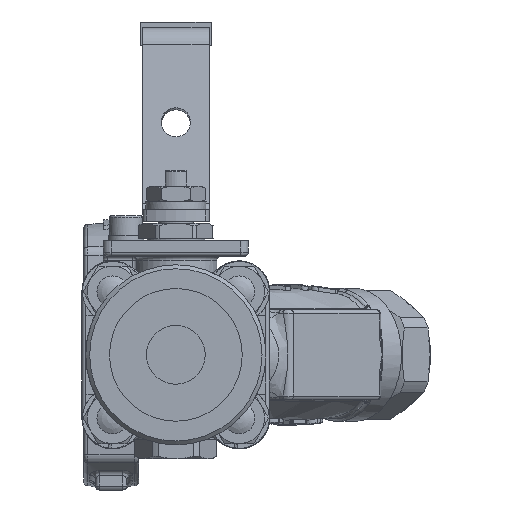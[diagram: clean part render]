
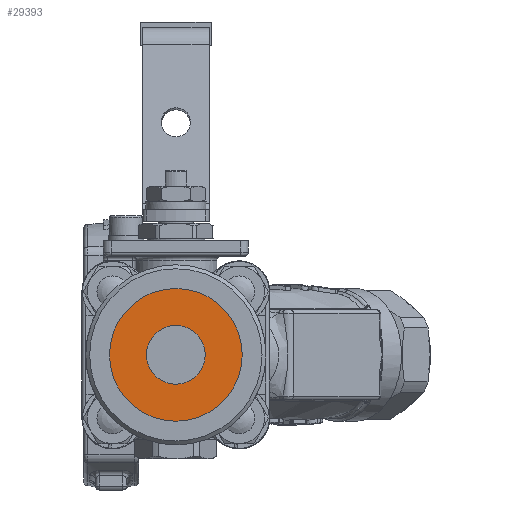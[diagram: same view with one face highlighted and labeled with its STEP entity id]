
A CAD part, left-side view. The second image highlights one B-rep face of the part: STEP entity #29393.
In plain terms, the highlighted planar face has unit normal (-1, 0, 0).
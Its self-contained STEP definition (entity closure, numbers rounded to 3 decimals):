
#2772=FACE_BOUND('',#6852,.T.);
#3387=PLANE('',#32498);
#5004=FACE_OUTER_BOUND('',#6851,.T.);
#6851=EDGE_LOOP('',(#26393));
#6852=EDGE_LOOP('',(#26394));
#11208=CIRCLE('',#32497,16.95);
#11209=CIRCLE('',#32499,7.5);
#13866=VERTEX_POINT('',#62617);
#13867=VERTEX_POINT('',#62621);
#18072=EDGE_CURVE('',#13866,#13866,#11208,.T.);
#18073=EDGE_CURVE('',#13867,#13867,#11209,.T.);
#26393=ORIENTED_EDGE('',*,*,#18072,.F.);
#26394=ORIENTED_EDGE('',*,*,#18073,.F.);
#29393=ADVANCED_FACE('',(#5004,#2772),#3387,.T.);
#32497=AXIS2_PLACEMENT_3D('',#62619,#39953,#39954);
#32498=AXIS2_PLACEMENT_3D('',#62620,#39955,#39956);
#32499=AXIS2_PLACEMENT_3D('',#62622,#39957,#39958);
#39953=DIRECTION('center_axis',(1.,0.,0.));
#39954=DIRECTION('ref_axis',(0.,-1.,0.));
#39955=DIRECTION('center_axis',(-1.,0.,0.));
#39956=DIRECTION('ref_axis',(0.,-1.,0.));
#39957=DIRECTION('center_axis',(-1.,0.,0.));
#39958=DIRECTION('ref_axis',(0.,-1.,0.));
#62617=CARTESIAN_POINT('',(-122.036,35.783,-1.517));
#62619=CARTESIAN_POINT('Origin',(-122.036,18.833,-1.517));
#62620=CARTESIAN_POINT('Origin',(-122.036,18.833,-1.517));
#62621=CARTESIAN_POINT('',(-122.036,26.333,-1.517));
#62622=CARTESIAN_POINT('Origin',(-122.036,18.833,-1.517));
